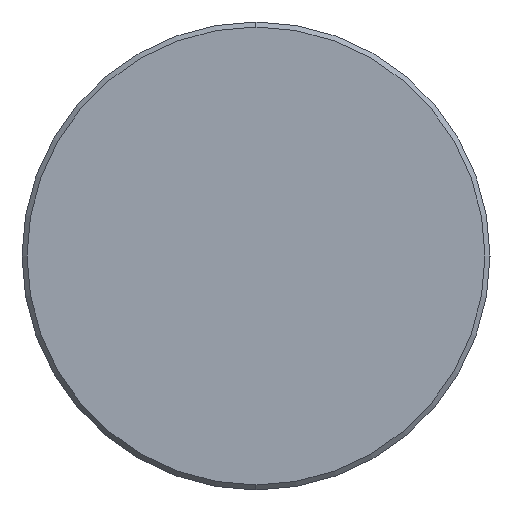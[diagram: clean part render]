
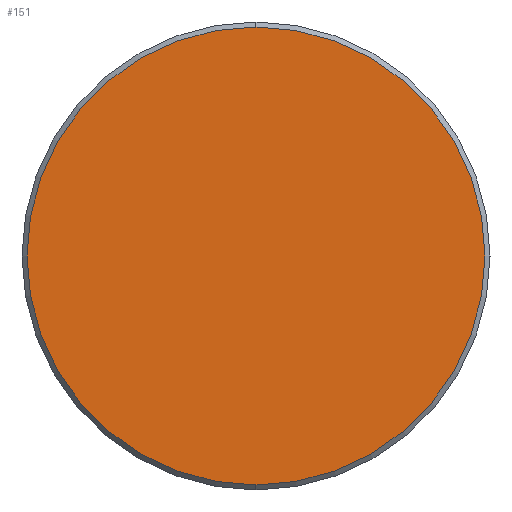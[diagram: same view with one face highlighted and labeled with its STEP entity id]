
A CAD part, left-side view. The second image highlights one B-rep face of the part: STEP entity #151.
In plain terms, the highlighted planar face has unit normal (-1, 0, 0).
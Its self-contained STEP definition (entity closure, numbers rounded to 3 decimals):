
#109 = CARTESIAN_POINT ( 'NONE',  ( 0., 0., 0. ) ) ;
#129 = AXIS2_PLACEMENT_3D ( 'NONE', #691, #562, #502 ) ;
#151 = ADVANCED_FACE ( 'NONE', ( #660 ), #813, .F. ) ;
#169 = DIRECTION ( 'NONE',  ( 0., 0., -1. ) ) ;
#218 = CARTESIAN_POINT ( 'NONE',  ( 0., 0., 13.7 ) ) ;
#249 = EDGE_CURVE ( 'NONE', #564, #569, #279, .T. ) ;
#279 = CIRCLE ( 'NONE', #129, 13.7 ) ;
#301 = DIRECTION ( 'NONE',  ( -1., 0., 0. ) ) ;
#304 = EDGE_CURVE ( 'NONE', #569, #564, #488, .T. ) ;
#360 = ORIENTED_EDGE ( 'NONE', *, *, #249, .T. ) ;
#361 = AXIS2_PLACEMENT_3D ( 'NONE', #109, #807, #169 ) ;
#370 = DIRECTION ( 'NONE',  ( 0., 0., 1. ) ) ;
#427 = CARTESIAN_POINT ( 'NONE',  ( 0., 0., 0. ) ) ;
#463 = CARTESIAN_POINT ( 'NONE',  ( 0., 0., -13.7 ) ) ;
#488 = CIRCLE ( 'NONE', #662, 13.7 ) ;
#502 = DIRECTION ( 'NONE',  ( 0., 0., 1. ) ) ;
#562 = DIRECTION ( 'NONE',  ( -1., 0., 0. ) ) ;
#564 = VERTEX_POINT ( 'NONE', #463 ) ;
#569 = VERTEX_POINT ( 'NONE', #218 ) ;
#654 = EDGE_LOOP ( 'NONE', ( #360, #682 ) ) ;
#660 = FACE_OUTER_BOUND ( 'NONE', #654, .T. ) ;
#662 = AXIS2_PLACEMENT_3D ( 'NONE', #427, #301, #370 ) ;
#682 = ORIENTED_EDGE ( 'NONE', *, *, #304, .T. ) ;
#691 = CARTESIAN_POINT ( 'NONE',  ( 0., 0., 0. ) ) ;
#807 = DIRECTION ( 'NONE',  ( 1., 0., 0. ) ) ;
#813 = PLANE ( 'NONE',  #361 ) ;
